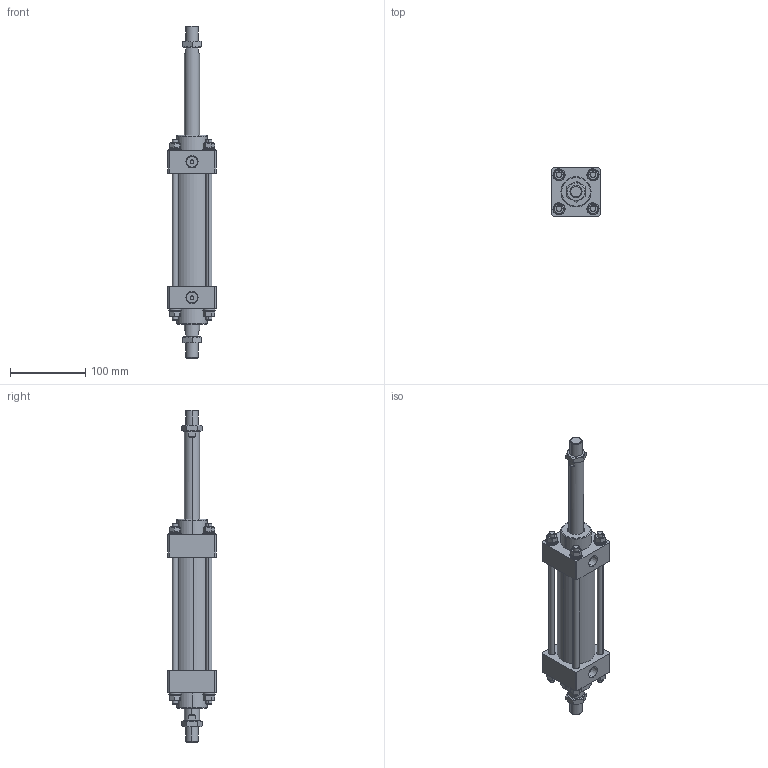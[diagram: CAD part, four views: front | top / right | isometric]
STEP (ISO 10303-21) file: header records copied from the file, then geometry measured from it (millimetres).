
FILE_DESCRIPTION (( 'STEP AP203' ), '1' );
FILE_NAME ('MOD-40-20-100.STEP', '2021-04-28T02:20:44', ( '微软用户' ), ( '微软中国' ), 'SwSTEP 2.0', 'SolidWorks 2012', '' );
FILE_SCHEMA (( 'CONFIG_CONTROL_DESIGN' ));
Length unit declared in the file: millimetre
Products named in the file (9): MOB-40-20-100前盖; MOD-40-20-100嶺裝; MOB-40-20-100詰芠; MOD-40-20-100活塞杆; hex thin nuts grades ab gb_GB_FASTENER_NUT_STNABTT M16X1.5-N; single coil lock washers light type gb_GB_FASTENER_WASHER_SSWL 8; hex nuts, style 1-grades ab gb_GB_FASTENER_NUT_SNAB1 M8-N; MOD-40-20-100; plain washers-n series-grade a gb_GB_FASTENER_WASHER_PWNA 8
Assembly tree (34 placements, depth 2):
  MOD-40-20-100
    MOB-40-20-100詰芠
    MOB-40-20-100前盖  x2
    MOD-40-20-100活塞杆
    hex thin nuts grades ab gb_GB_FASTENER_NUT_STNABTT M16X1.5-N  x2
    MOD-40-20-100嶺裝  x4
    plain washers-n series-grade a gb_GB_FASTENER_WASHER_PWNA 8  x8
    single coil lock washers light type gb_GB_FASTENER_WASHER_SSWL 8  x8
    hex nuts, style 1-grades ab gb_GB_FASTENER_NUT_SNAB1 M8-N  x8
Bounding box: 64 x 64 x 440 mm (x, y, z)
Volume: 570238.2 mm3; surface area: 166657.6 mm2
Topology: 34 solids, 34 shells, 486 faces, 1078 edges, 676 vertices
Faces by surface type: plane 176, cylinder 174, cone 120, torus 16
Entity records: 6585 total; most frequent: CARTESIAN_POINT 1160, DIRECTION 886, ORIENTED_EDGE 716, AXIS2_PLACEMENT_3D 376, EDGE_CURVE 358, VERTEX_POINT 224, EDGE_LOOP 192, CIRCLE 178
